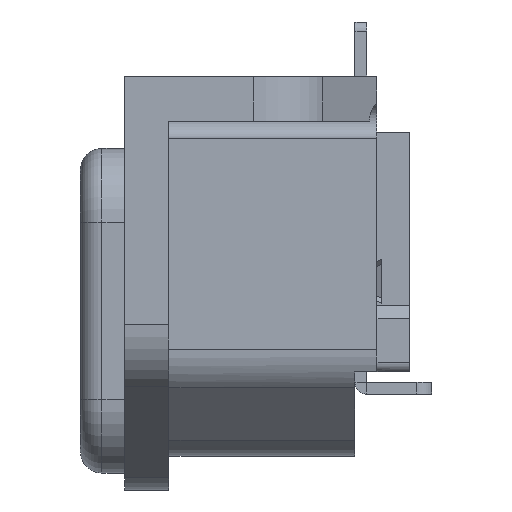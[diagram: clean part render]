
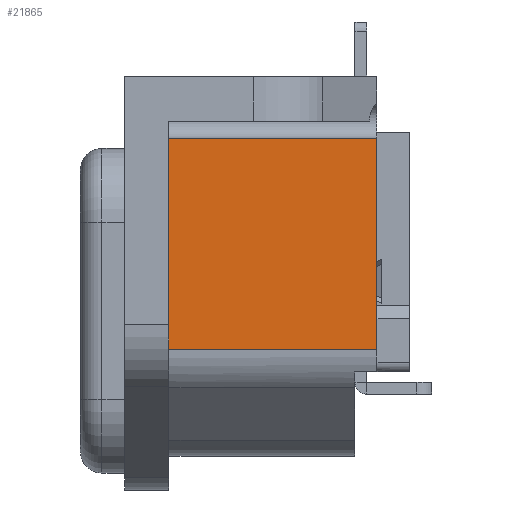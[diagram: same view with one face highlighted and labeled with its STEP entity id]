
A CAD part, left-side view. The second image highlights one B-rep face of the part: STEP entity #21865.
In plain terms, the highlighted planar face has unit normal (-1, 0, 0).
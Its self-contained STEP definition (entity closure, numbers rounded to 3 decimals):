
#3180 = VERTEX_POINT ( 'NONE', #4391 ) ;
#3182 = VERTEX_POINT ( 'NONE', #4393 ) ;
#3478 = CARTESIAN_POINT ( 'NONE',  ( -30.752, 2.266, 9.85 ) ) ;
#4032 = EDGE_CURVE ( 'NONE', #9085, #3180, #17688, .T. ) ;
#4033 = EDGE_CURVE ( 'NONE', #9085, #15175, #17691, .T. ) ;
#4069 = EDGE_CURVE ( 'NONE', #15175, #3182, #17768, .T. ) ;
#4391 = CARTESIAN_POINT ( 'NONE',  ( -30.752, 16.366, 9.85 ) ) ;
#4393 = CARTESIAN_POINT ( 'NONE',  ( -30.752, 16.366, -4.467 ) ) ;
#4488 = CARTESIAN_POINT ( 'NONE',  ( -30.752, 19.618, 9.85 ) ) ;
#4498 = CARTESIAN_POINT ( 'NONE',  ( -30.752, 2.266, 11. ) ) ;
#4499 = DIRECTION ( 'NONE',  ( 0., 1., 0. ) ) ;
#4501 = DIRECTION ( 'NONE',  ( 0., 0., -1. ) ) ;
#4585 = CARTESIAN_POINT ( 'NONE',  ( -30.752, 2.266, -4.467 ) ) ;
#4591 = DIRECTION ( 'NONE',  ( 0., 1., 0. ) ) ;
#5519 = EDGE_CURVE ( 'NONE', #3180, #3182, #6145, .T. ) ;
#6145 = LINE ( 'NONE', #9796, #6147 ) ;
#6147 = VECTOR ( 'NONE', #9805, 1000. ) ;
#7865 = FACE_OUTER_BOUND ( 'NONE', #20235, .T. ) ;
#9085 = VERTEX_POINT ( 'NONE', #3478 ) ;
#9796 = CARTESIAN_POINT ( 'NONE',  ( -30.752, 16.366, 11. ) ) ;
#9805 = DIRECTION ( 'NONE',  ( 0., 0., -1. ) ) ;
#10367 = ORIENTED_EDGE ( 'NONE', *, *, #4032, .T. ) ;
#10382 = ORIENTED_EDGE ( 'NONE', *, *, #4033, .F. ) ;
#10385 = ORIENTED_EDGE ( 'NONE', *, *, #4069, .F. ) ;
#10386 = ORIENTED_EDGE ( 'NONE', *, *, #5519, .T. ) ;
#12201 = CARTESIAN_POINT ( 'NONE',  ( -30.752, 2.266, 11. ) ) ;
#12209 = PLANE ( 'NONE',  #17971 ) ;
#12221 = DIRECTION ( 'NONE',  ( 1., 0., 0. ) ) ;
#12222 = DIRECTION ( 'NONE',  ( 0., 0., -1. ) ) ;
#15175 = VERTEX_POINT ( 'NONE', #16775 ) ;
#16775 = CARTESIAN_POINT ( 'NONE',  ( -30.752, 2.266, -4.467 ) ) ;
#17688 = LINE ( 'NONE', #4488, #17708 ) ;
#17691 = LINE ( 'NONE', #4498, #17710 ) ;
#17708 = VECTOR ( 'NONE', #4499, 1000. ) ;
#17710 = VECTOR ( 'NONE', #4501, 1000. ) ;
#17765 = VECTOR ( 'NONE', #4591, 1000. ) ;
#17768 = LINE ( 'NONE', #4585, #17765 ) ;
#17971 = AXIS2_PLACEMENT_3D ( 'NONE', #12201, #12221, #12222 ) ;
#20235 = EDGE_LOOP ( 'NONE', ( #10382, #10367, #10386, #10385 ) ) ;
#21865 = ADVANCED_FACE ( 'NONE', ( #7865 ), #12209, .F. ) ;
